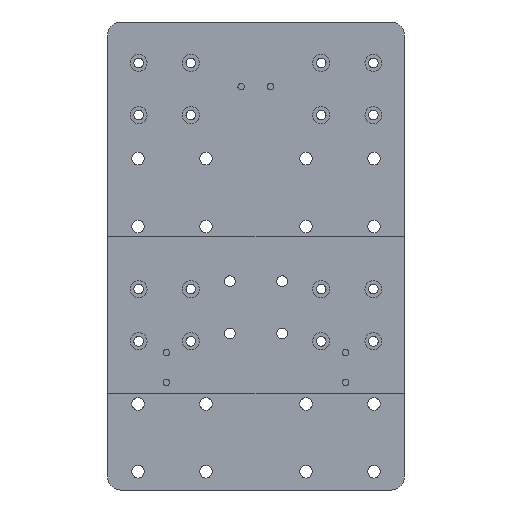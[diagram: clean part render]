
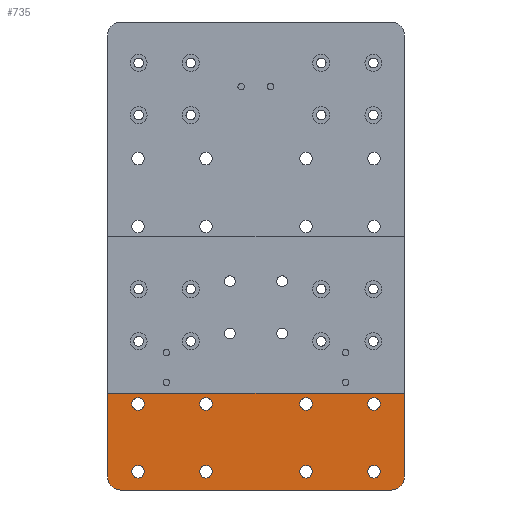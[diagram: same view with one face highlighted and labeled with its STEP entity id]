
A CAD part, front view. The second image highlights one B-rep face of the part: STEP entity #735.
In plain terms, the highlighted planar face has unit normal (0, -1, 0).
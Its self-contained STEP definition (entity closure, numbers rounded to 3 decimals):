
#392=CARTESIAN_POINT('Vertex',(86.603,125.901,-70.874)) ;
#395=CARTESIAN_POINT('Line Origine',(143.503,125.901,-70.874)) ;
#399=CARTESIAN_POINT('Vertex',(200.403,125.901,-70.874)) ;
#440=CARTESIAN_POINT('Line Origine',(200.403,125.901,-86.874)) ;
#444=CARTESIAN_POINT('Vertex',(200.403,125.901,-102.874)) ;
#507=CARTESIAN_POINT('Line Origine',(86.603,125.901,-86.874)) ;
#511=CARTESIAN_POINT('Vertex',(86.603,125.901,-102.874)) ;
#559=CARTESIAN_POINT('Axis2P3D Location',(0.,125.901,0.)) ;
#564=CARTESIAN_POINT('Axis2P3D Location',(91.603,125.901,-102.874)) ;
#568=CARTESIAN_POINT('Vertex',(91.603,125.901,-107.874)) ;
#571=CARTESIAN_POINT('Line Origine',(143.503,125.901,-107.874)) ;
#575=CARTESIAN_POINT('Vertex',(195.403,125.901,-107.874)) ;
#578=CARTESIAN_POINT('Axis2P3D Location',(195.403,125.901,-102.874)) ;
#591=CARTESIAN_POINT('Axis2P3D Location',(188.703,125.901,-100.874)) ;
#595=CARTESIAN_POINT('Vertex',(191.103,125.901,-100.874)) ;
#597=CARTESIAN_POINT('Vertex',(186.303,125.901,-100.874)) ;
#600=CARTESIAN_POINT('Axis2P3D Location',(188.703,125.901,-100.874)) ;
#609=CARTESIAN_POINT('Axis2P3D Location',(188.703,125.901,-74.874)) ;
#613=CARTESIAN_POINT('Vertex',(191.103,125.901,-74.874)) ;
#615=CARTESIAN_POINT('Vertex',(186.303,125.901,-74.874)) ;
#618=CARTESIAN_POINT('Axis2P3D Location',(188.703,125.901,-74.874)) ;
#627=CARTESIAN_POINT('Axis2P3D Location',(162.703,125.901,-74.874)) ;
#631=CARTESIAN_POINT('Vertex',(165.103,125.901,-74.874)) ;
#633=CARTESIAN_POINT('Vertex',(160.303,125.901,-74.874)) ;
#636=CARTESIAN_POINT('Axis2P3D Location',(162.703,125.901,-74.874)) ;
#645=CARTESIAN_POINT('Axis2P3D Location',(162.703,125.901,-100.874)) ;
#649=CARTESIAN_POINT('Vertex',(165.103,125.901,-100.874)) ;
#651=CARTESIAN_POINT('Vertex',(160.303,125.901,-100.874)) ;
#654=CARTESIAN_POINT('Axis2P3D Location',(162.703,125.901,-100.874)) ;
#663=CARTESIAN_POINT('Axis2P3D Location',(124.303,125.901,-100.874)) ;
#667=CARTESIAN_POINT('Vertex',(126.703,125.901,-100.874)) ;
#669=CARTESIAN_POINT('Vertex',(121.903,125.901,-100.874)) ;
#672=CARTESIAN_POINT('Axis2P3D Location',(124.303,125.901,-100.874)) ;
#681=CARTESIAN_POINT('Axis2P3D Location',(98.303,125.901,-100.874)) ;
#685=CARTESIAN_POINT('Vertex',(100.703,125.901,-100.874)) ;
#687=CARTESIAN_POINT('Vertex',(95.903,125.901,-100.874)) ;
#690=CARTESIAN_POINT('Axis2P3D Location',(98.303,125.901,-100.874)) ;
#699=CARTESIAN_POINT('Axis2P3D Location',(124.303,125.901,-74.874)) ;
#703=CARTESIAN_POINT('Vertex',(126.703,125.901,-74.874)) ;
#705=CARTESIAN_POINT('Vertex',(121.903,125.901,-74.874)) ;
#708=CARTESIAN_POINT('Axis2P3D Location',(124.303,125.901,-74.874)) ;
#717=CARTESIAN_POINT('Axis2P3D Location',(98.303,125.901,-74.874)) ;
#721=CARTESIAN_POINT('Vertex',(100.703,125.901,-74.874)) ;
#723=CARTESIAN_POINT('Vertex',(95.903,125.901,-74.874)) ;
#726=CARTESIAN_POINT('Axis2P3D Location',(98.303,125.901,-74.874)) ;
#397=VECTOR('Line Direction',#396,1.) ;
#442=VECTOR('Line Direction',#441,1.) ;
#509=VECTOR('Line Direction',#508,1.) ;
#573=VECTOR('Line Direction',#572,1.) ;
#396=DIRECTION('Vector Direction',(-1.,0.,0.)) ;
#441=DIRECTION('Vector Direction',(0.,0.,-1.)) ;
#508=DIRECTION('Vector Direction',(0.,0.,1.)) ;
#560=DIRECTION('Axis2P3D Direction',(0.,1.,0.)) ;
#561=DIRECTION('Axis2P3D XDirection',(-1.,0.,0.)) ;
#565=DIRECTION('Axis2P3D Direction',(0.,1.,0.)) ;
#572=DIRECTION('Vector Direction',(1.,0.,0.)) ;
#579=DIRECTION('Axis2P3D Direction',(0.,1.,0.)) ;
#592=DIRECTION('Axis2P3D Direction',(0.,1.,0.)) ;
#601=DIRECTION('Axis2P3D Direction',(0.,1.,0.)) ;
#610=DIRECTION('Axis2P3D Direction',(0.,1.,0.)) ;
#619=DIRECTION('Axis2P3D Direction',(0.,1.,0.)) ;
#628=DIRECTION('Axis2P3D Direction',(0.,1.,0.)) ;
#637=DIRECTION('Axis2P3D Direction',(0.,1.,0.)) ;
#646=DIRECTION('Axis2P3D Direction',(0.,1.,0.)) ;
#655=DIRECTION('Axis2P3D Direction',(0.,1.,0.)) ;
#664=DIRECTION('Axis2P3D Direction',(0.,1.,0.)) ;
#673=DIRECTION('Axis2P3D Direction',(0.,1.,0.)) ;
#682=DIRECTION('Axis2P3D Direction',(0.,1.,0.)) ;
#691=DIRECTION('Axis2P3D Direction',(0.,1.,0.)) ;
#700=DIRECTION('Axis2P3D Direction',(0.,1.,0.)) ;
#709=DIRECTION('Axis2P3D Direction',(0.,1.,0.)) ;
#718=DIRECTION('Axis2P3D Direction',(0.,1.,0.)) ;
#727=DIRECTION('Axis2P3D Direction',(0.,1.,0.)) ;
#562=AXIS2_PLACEMENT_3D('Plane Axis2P3D',#559,#560,#561) ;
#566=AXIS2_PLACEMENT_3D('Circle Axis2P3D',#564,#565,$) ;
#580=AXIS2_PLACEMENT_3D('Circle Axis2P3D',#578,#579,$) ;
#593=AXIS2_PLACEMENT_3D('Circle Axis2P3D',#591,#592,$) ;
#602=AXIS2_PLACEMENT_3D('Circle Axis2P3D',#600,#601,$) ;
#611=AXIS2_PLACEMENT_3D('Circle Axis2P3D',#609,#610,$) ;
#620=AXIS2_PLACEMENT_3D('Circle Axis2P3D',#618,#619,$) ;
#629=AXIS2_PLACEMENT_3D('Circle Axis2P3D',#627,#628,$) ;
#638=AXIS2_PLACEMENT_3D('Circle Axis2P3D',#636,#637,$) ;
#647=AXIS2_PLACEMENT_3D('Circle Axis2P3D',#645,#646,$) ;
#656=AXIS2_PLACEMENT_3D('Circle Axis2P3D',#654,#655,$) ;
#665=AXIS2_PLACEMENT_3D('Circle Axis2P3D',#663,#664,$) ;
#674=AXIS2_PLACEMENT_3D('Circle Axis2P3D',#672,#673,$) ;
#683=AXIS2_PLACEMENT_3D('Circle Axis2P3D',#681,#682,$) ;
#692=AXIS2_PLACEMENT_3D('Circle Axis2P3D',#690,#691,$) ;
#701=AXIS2_PLACEMENT_3D('Circle Axis2P3D',#699,#700,$) ;
#710=AXIS2_PLACEMENT_3D('Circle Axis2P3D',#708,#709,$) ;
#719=AXIS2_PLACEMENT_3D('Circle Axis2P3D',#717,#718,$) ;
#728=AXIS2_PLACEMENT_3D('Circle Axis2P3D',#726,#727,$) ;
#398=LINE('Line',#395,#397) ;
#443=LINE('Line',#440,#442) ;
#510=LINE('Line',#507,#509) ;
#574=LINE('Line',#571,#573) ;
#567=CIRCLE('generated circle',#566,5.) ;
#581=CIRCLE('generated circle',#580,5.) ;
#594=CIRCLE('generated circle',#593,2.4) ;
#603=CIRCLE('generated circle',#602,2.4) ;
#612=CIRCLE('generated circle',#611,2.4) ;
#621=CIRCLE('generated circle',#620,2.4) ;
#630=CIRCLE('generated circle',#629,2.4) ;
#639=CIRCLE('generated circle',#638,2.4) ;
#648=CIRCLE('generated circle',#647,2.4) ;
#657=CIRCLE('generated circle',#656,2.4) ;
#666=CIRCLE('generated circle',#665,2.4) ;
#675=CIRCLE('generated circle',#674,2.4) ;
#684=CIRCLE('generated circle',#683,2.4) ;
#693=CIRCLE('generated circle',#692,2.4) ;
#702=CIRCLE('generated circle',#701,2.4) ;
#711=CIRCLE('generated circle',#710,2.4) ;
#720=CIRCLE('generated circle',#719,2.4) ;
#729=CIRCLE('generated circle',#728,2.4) ;
#563=PLANE('',#562) ;
#608=FACE_BOUND('',#605,.T.) ;
#626=FACE_BOUND('',#623,.T.) ;
#644=FACE_BOUND('',#641,.T.) ;
#662=FACE_BOUND('',#659,.T.) ;
#680=FACE_BOUND('',#677,.T.) ;
#698=FACE_BOUND('',#695,.T.) ;
#716=FACE_BOUND('',#713,.T.) ;
#734=FACE_BOUND('',#731,.T.) ;
#401=EDGE_CURVE('',#393,#400,#398,.F.) ;
#446=EDGE_CURVE('',#400,#445,#443,.T.) ;
#513=EDGE_CURVE('',#512,#393,#510,.T.) ;
#570=EDGE_CURVE('',#569,#512,#567,.T.) ;
#577=EDGE_CURVE('',#576,#569,#574,.F.) ;
#582=EDGE_CURVE('',#445,#576,#581,.T.) ;
#599=EDGE_CURVE('',#596,#598,#594,.F.) ;
#604=EDGE_CURVE('',#598,#596,#603,.F.) ;
#617=EDGE_CURVE('',#614,#616,#612,.F.) ;
#622=EDGE_CURVE('',#616,#614,#621,.F.) ;
#635=EDGE_CURVE('',#632,#634,#630,.F.) ;
#640=EDGE_CURVE('',#634,#632,#639,.F.) ;
#653=EDGE_CURVE('',#650,#652,#648,.F.) ;
#658=EDGE_CURVE('',#652,#650,#657,.F.) ;
#671=EDGE_CURVE('',#668,#670,#666,.F.) ;
#676=EDGE_CURVE('',#670,#668,#675,.F.) ;
#689=EDGE_CURVE('',#686,#688,#684,.F.) ;
#694=EDGE_CURVE('',#688,#686,#693,.F.) ;
#707=EDGE_CURVE('',#704,#706,#702,.F.) ;
#712=EDGE_CURVE('',#706,#704,#711,.F.) ;
#725=EDGE_CURVE('',#722,#724,#720,.F.) ;
#730=EDGE_CURVE('',#724,#722,#729,.F.) ;
#583=EDGE_LOOP('',(#584,#585,#586,#587,#588,#589)) ;
#605=EDGE_LOOP('',(#606,#607)) ;
#623=EDGE_LOOP('',(#624,#625)) ;
#641=EDGE_LOOP('',(#642,#643)) ;
#659=EDGE_LOOP('',(#660,#661)) ;
#677=EDGE_LOOP('',(#678,#679)) ;
#695=EDGE_LOOP('',(#696,#697)) ;
#713=EDGE_LOOP('',(#714,#715)) ;
#731=EDGE_LOOP('',(#732,#733)) ;
#584=ORIENTED_EDGE('',*,*,#570,.F.) ;
#585=ORIENTED_EDGE('',*,*,#577,.F.) ;
#586=ORIENTED_EDGE('',*,*,#582,.F.) ;
#587=ORIENTED_EDGE('',*,*,#446,.F.) ;
#588=ORIENTED_EDGE('',*,*,#401,.F.) ;
#589=ORIENTED_EDGE('',*,*,#513,.F.) ;
#606=ORIENTED_EDGE('',*,*,#599,.F.) ;
#607=ORIENTED_EDGE('',*,*,#604,.F.) ;
#624=ORIENTED_EDGE('',*,*,#617,.F.) ;
#625=ORIENTED_EDGE('',*,*,#622,.F.) ;
#642=ORIENTED_EDGE('',*,*,#635,.F.) ;
#643=ORIENTED_EDGE('',*,*,#640,.F.) ;
#660=ORIENTED_EDGE('',*,*,#653,.F.) ;
#661=ORIENTED_EDGE('',*,*,#658,.F.) ;
#678=ORIENTED_EDGE('',*,*,#671,.F.) ;
#679=ORIENTED_EDGE('',*,*,#676,.F.) ;
#696=ORIENTED_EDGE('',*,*,#689,.F.) ;
#697=ORIENTED_EDGE('',*,*,#694,.F.) ;
#714=ORIENTED_EDGE('',*,*,#707,.F.) ;
#715=ORIENTED_EDGE('',*,*,#712,.F.) ;
#732=ORIENTED_EDGE('',*,*,#725,.F.) ;
#733=ORIENTED_EDGE('',*,*,#730,.F.) ;
#393=VERTEX_POINT('',#392) ;
#400=VERTEX_POINT('',#399) ;
#445=VERTEX_POINT('',#444) ;
#512=VERTEX_POINT('',#511) ;
#569=VERTEX_POINT('',#568) ;
#576=VERTEX_POINT('',#575) ;
#596=VERTEX_POINT('',#595) ;
#598=VERTEX_POINT('',#597) ;
#614=VERTEX_POINT('',#613) ;
#616=VERTEX_POINT('',#615) ;
#632=VERTEX_POINT('',#631) ;
#634=VERTEX_POINT('',#633) ;
#650=VERTEX_POINT('',#649) ;
#652=VERTEX_POINT('',#651) ;
#668=VERTEX_POINT('',#667) ;
#670=VERTEX_POINT('',#669) ;
#686=VERTEX_POINT('',#685) ;
#688=VERTEX_POINT('',#687) ;
#704=VERTEX_POINT('',#703) ;
#706=VERTEX_POINT('',#705) ;
#722=VERTEX_POINT('',#721) ;
#724=VERTEX_POINT('',#723) ;
#735=ADVANCED_FACE('Corps principal',(#590,#608,#626,#644,#662,#680,#698,#716,#734),#563,.F.) ;
#590=FACE_OUTER_BOUND('',#583,.T.) ;
